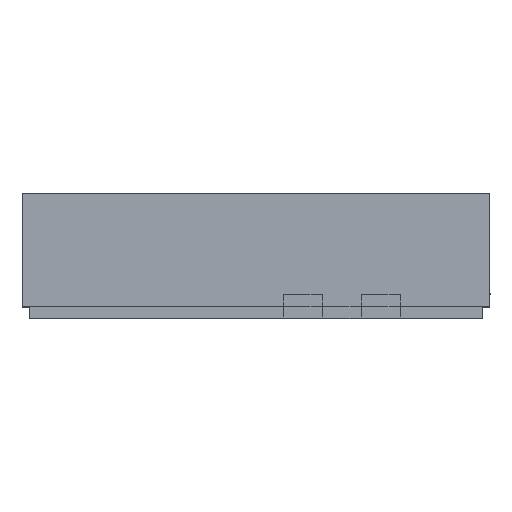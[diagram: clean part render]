
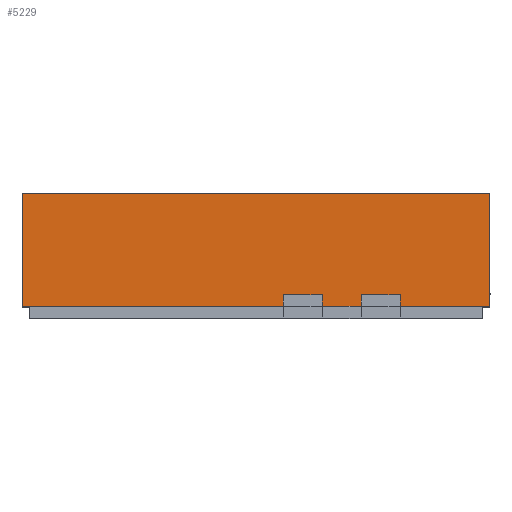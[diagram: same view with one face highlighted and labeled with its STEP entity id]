
A CAD part, top view. The second image highlights one B-rep face of the part: STEP entity #5229.
In plain terms, the highlighted planar face has unit normal (0, 0, 1).
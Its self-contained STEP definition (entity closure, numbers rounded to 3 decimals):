
#27 = EDGE_CURVE ( 'NONE', #3215, #5539, #2106, .T. ) ;
#31 = CARTESIAN_POINT ( 'NONE',  ( 0.425, 0.15, 1.5 ) ) ;
#149 = VERTEX_POINT ( 'NONE', #31 ) ;
#235 = LINE ( 'NONE', #5430, #4006 ) ;
#285 = PLANE ( 'NONE',  #5711 ) ;
#322 = EDGE_CURVE ( 'NONE', #5310, #6266, #1713, .T. ) ;
#324 = ORIENTED_EDGE ( 'NONE', *, *, #322, .F. ) ;
#388 = VERTEX_POINT ( 'NONE', #5456 ) ;
#569 = VERTEX_POINT ( 'NONE', #3731 ) ;
#586 = LINE ( 'NONE', #3579, #4779 ) ;
#638 = EDGE_CURVE ( 'NONE', #799, #2348, #4061, .T. ) ;
#666 = EDGE_CURVE ( 'NONE', #5310, #2942, #1392, .T. ) ;
#799 = VERTEX_POINT ( 'NONE', #5533 ) ;
#846 = VECTOR ( 'NONE', #6702, 1000. ) ;
#1027 = CARTESIAN_POINT ( 'NONE',  ( 0.175, 0.15, 1.5 ) ) ;
#1115 = DIRECTION ( 'NONE',  ( 1., 0., 0. ) ) ;
#1203 = VERTEX_POINT ( 'NONE', #5798 ) ;
#1254 = ORIENTED_EDGE ( 'NONE', *, *, #27, .F. ) ;
#1307 = EDGE_CURVE ( 'NONE', #3215, #799, #586, .T. ) ;
#1392 = LINE ( 'NONE', #5467, #6009 ) ;
#1463 = FACE_OUTER_BOUND ( 'NONE', #2743, .T. ) ;
#1499 = CARTESIAN_POINT ( 'NONE',  ( 0.925, 0.15, 1.5 ) ) ;
#1578 = VECTOR ( 'NONE', #4412, 1000. ) ;
#1627 = ORIENTED_EDGE ( 'NONE', *, *, #4173, .T. ) ;
#1713 = LINE ( 'NONE', #2791, #1578 ) ;
#1784 = CARTESIAN_POINT ( 'NONE',  ( 0.925, 0.075, 1.5 ) ) ;
#2058 = VECTOR ( 'NONE', #4085, 1000. ) ;
#2063 = CARTESIAN_POINT ( 'NONE',  ( 0.425, 0.15, 1.5 ) ) ;
#2106 = LINE ( 'NONE', #6222, #6000 ) ;
#2140 = ORIENTED_EDGE ( 'NONE', *, *, #1307, .T. ) ;
#2286 = EDGE_CURVE ( 'NONE', #4188, #149, #6253, .T. ) ;
#2348 = VERTEX_POINT ( 'NONE', #1784 ) ;
#2711 = CARTESIAN_POINT ( 'NONE',  ( 0., 0.15, 1.5 ) ) ;
#2743 = EDGE_LOOP ( 'NONE', ( #6119, #3273, #6084, #324, #6322, #6707, #6441, #3759, #1627, #1254, #2140, #4597 ) ) ;
#2785 = CARTESIAN_POINT ( 'NONE',  ( 0.675, 0.15, 1.5 ) ) ;
#2791 = CARTESIAN_POINT ( 'NONE',  ( -1.5, 0., 1.5 ) ) ;
#2936 = DIRECTION ( 'NONE',  ( 1., 0., 0. ) ) ;
#2942 = VERTEX_POINT ( 'NONE', #6613 ) ;
#2944 = CARTESIAN_POINT ( 'NONE',  ( -1.5, 0., 1.5 ) ) ;
#2945 = EDGE_CURVE ( 'NONE', #569, #388, #5558, .T. ) ;
#3215 = VERTEX_POINT ( 'NONE', #2785 ) ;
#3273 = ORIENTED_EDGE ( 'NONE', *, *, #2945, .T. ) ;
#3334 = VECTOR ( 'NONE', #6721, 1000. ) ;
#3407 = DIRECTION ( 'NONE',  ( 1., 0., 0. ) ) ;
#3579 = CARTESIAN_POINT ( 'NONE',  ( 0., 0.15, 1.5 ) ) ;
#3655 = DIRECTION ( 'NONE',  ( 0., -1., 0. ) ) ;
#3731 = CARTESIAN_POINT ( 'NONE',  ( 1.5, 0.075, 1.5 ) ) ;
#3759 = ORIENTED_EDGE ( 'NONE', *, *, #5795, .T. ) ;
#3866 = EDGE_CURVE ( 'NONE', #6266, #388, #4278, .T. ) ;
#3947 = CARTESIAN_POINT ( 'NONE',  ( 0.675, 0.075, 1.5 ) ) ;
#3958 = DIRECTION ( 'NONE',  ( 0., 0., 1. ) ) ;
#3999 = CARTESIAN_POINT ( 'NONE',  ( -1.5, 0.075, 1.5 ) ) ;
#4006 = VECTOR ( 'NONE', #5400, 1000. ) ;
#4061 = LINE ( 'NONE', #1499, #6233 ) ;
#4085 = DIRECTION ( 'NONE',  ( 0., -1., 0. ) ) ;
#4173 = EDGE_CURVE ( 'NONE', #1203, #5539, #4545, .T. ) ;
#4188 = VERTEX_POINT ( 'NONE', #1027 ) ;
#4278 = LINE ( 'NONE', #6156, #846 ) ;
#4412 = DIRECTION ( 'NONE',  ( 0., 1., 0. ) ) ;
#4545 = LINE ( 'NONE', #6174, #3334 ) ;
#4597 = ORIENTED_EDGE ( 'NONE', *, *, #638, .T. ) ;
#4779 = VECTOR ( 'NONE', #5649, 1000. ) ;
#4910 = EDGE_CURVE ( 'NONE', #4188, #2942, #235, .T. ) ;
#5005 = EDGE_CURVE ( 'NONE', #2348, #569, #5637, .T. ) ;
#5089 = DIRECTION ( 'NONE',  ( 0., 1., 0. ) ) ;
#5096 = LINE ( 'NONE', #2063, #2058 ) ;
#5229 = ADVANCED_FACE ( 'NONE', ( #1463 ), #285, .T. ) ;
#5310 = VERTEX_POINT ( 'NONE', #3999 ) ;
#5365 = VECTOR ( 'NONE', #1115, 1000. ) ;
#5400 = DIRECTION ( 'NONE',  ( 0., -1., 0. ) ) ;
#5430 = CARTESIAN_POINT ( 'NONE',  ( 0.175, 0.15, 1.5 ) ) ;
#5456 = CARTESIAN_POINT ( 'NONE',  ( 1.5, 0.8, 1.5 ) ) ;
#5467 = CARTESIAN_POINT ( 'NONE',  ( -1.5, 0.075, 1.5 ) ) ;
#5533 = CARTESIAN_POINT ( 'NONE',  ( 0.925, 0.15, 1.5 ) ) ;
#5539 = VERTEX_POINT ( 'NONE', #3947 ) ;
#5558 = LINE ( 'NONE', #6033, #6137 ) ;
#5637 = LINE ( 'NONE', #6038, #6575 ) ;
#5649 = DIRECTION ( 'NONE',  ( 1., 0., 0. ) ) ;
#5711 = AXIS2_PLACEMENT_3D ( 'NONE', #2944, #3958, #3407 ) ;
#5795 = EDGE_CURVE ( 'NONE', #149, #1203, #5096, .T. ) ;
#5798 = CARTESIAN_POINT ( 'NONE',  ( 0.425, 0.075, 1.5 ) ) ;
#6000 = VECTOR ( 'NONE', #3655, 1000. ) ;
#6009 = VECTOR ( 'NONE', #2936, 1000. ) ;
#6033 = CARTESIAN_POINT ( 'NONE',  ( 1.5, 0., 1.5 ) ) ;
#6038 = CARTESIAN_POINT ( 'NONE',  ( -1.5, 0.075, 1.5 ) ) ;
#6084 = ORIENTED_EDGE ( 'NONE', *, *, #3866, .F. ) ;
#6106 = DIRECTION ( 'NONE',  ( 1., 0., 0. ) ) ;
#6119 = ORIENTED_EDGE ( 'NONE', *, *, #5005, .T. ) ;
#6137 = VECTOR ( 'NONE', #5089, 1000. ) ;
#6156 = CARTESIAN_POINT ( 'NONE',  ( -1.5, 0.8, 1.5 ) ) ;
#6174 = CARTESIAN_POINT ( 'NONE',  ( -1.5, 0.075, 1.5 ) ) ;
#6222 = CARTESIAN_POINT ( 'NONE',  ( 0.675, 0.15, 1.5 ) ) ;
#6233 = VECTOR ( 'NONE', #6710, 1000. ) ;
#6253 = LINE ( 'NONE', #2711, #5365 ) ;
#6266 = VERTEX_POINT ( 'NONE', #6401 ) ;
#6322 = ORIENTED_EDGE ( 'NONE', *, *, #666, .T. ) ;
#6401 = CARTESIAN_POINT ( 'NONE',  ( -1.5, 0.8, 1.5 ) ) ;
#6441 = ORIENTED_EDGE ( 'NONE', *, *, #2286, .T. ) ;
#6575 = VECTOR ( 'NONE', #6106, 1000. ) ;
#6613 = CARTESIAN_POINT ( 'NONE',  ( 0.175, 0.075, 1.5 ) ) ;
#6702 = DIRECTION ( 'NONE',  ( 1., 0., 0. ) ) ;
#6707 = ORIENTED_EDGE ( 'NONE', *, *, #4910, .F. ) ;
#6710 = DIRECTION ( 'NONE',  ( 0., -1., 0. ) ) ;
#6721 = DIRECTION ( 'NONE',  ( 1., 0., 0. ) ) ;
